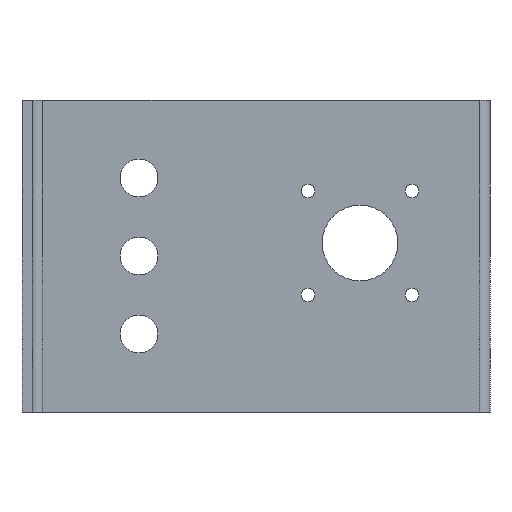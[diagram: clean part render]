
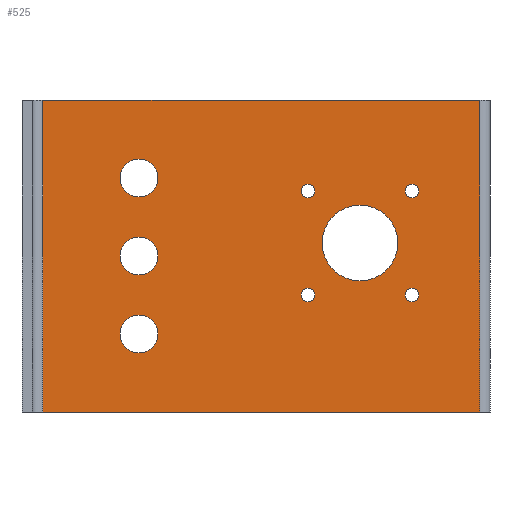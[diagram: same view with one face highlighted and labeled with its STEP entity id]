
A CAD part, front view. The second image highlights one B-rep face of the part: STEP entity #525.
In plain terms, the highlighted planar face has unit normal (0, -1, 0).
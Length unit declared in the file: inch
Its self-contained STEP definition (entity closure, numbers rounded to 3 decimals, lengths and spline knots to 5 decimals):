
#5 = PLANE ( 'NONE',  #153 ) ;
#11 = DIRECTION ( 'NONE',  ( -1., 0., 0. ) ) ;
#15 = VECTOR ( 'NONE', #145, 39.37008 ) ;
#34 = EDGE_CURVE ( 'NONE', #262, #262, #788, .T. ) ;
#37 = EDGE_CURVE ( 'NONE', #340, #481, #733, .T. ) ;
#44 = VECTOR ( 'NONE', #736, 39.37008 ) ;
#52 = CARTESIAN_POINT ( 'NONE',  ( 3.9, 0.5, 0.15 ) ) ;
#60 = FACE_BOUND ( 'NONE', #146, .T. ) ;
#61 = ORIENTED_EDGE ( 'NONE', *, *, #187, .F. ) ;
#64 = CARTESIAN_POINT ( 'NONE',  ( 1.35, 0.5, 0.9 ) ) ;
#69 = FACE_BOUND ( 'NONE', #315, .T. ) ;
#75 = VERTEX_POINT ( 'NONE', #670 ) ;
#79 = DIRECTION ( 'NONE',  ( 0., -1., 0. ) ) ;
#89 = EDGE_LOOP ( 'NONE', ( #638 ) ) ;
#95 = CARTESIAN_POINT ( 'NONE',  ( 3.3, 0.5, -0.45 ) ) ;
#106 = CIRCLE ( 'NONE', #779, 0.078 ) ;
#107 = DIRECTION ( 'NONE',  ( -1., 0., 0. ) ) ;
#119 = CARTESIAN_POINT ( 'NONE',  ( 4.5, 0.5, -0.45 ) ) ;
#123 = VERTEX_POINT ( 'NONE', #534 ) ;
#125 = LINE ( 'NONE', #656, #531 ) ;
#134 = CARTESIAN_POINT ( 'NONE',  ( 5.28, 0.5, -1.8 ) ) ;
#138 = FACE_BOUND ( 'NONE', #695, .T. ) ;
#141 = FACE_BOUND ( 'NONE', #214, .T. ) ;
#144 = DIRECTION ( 'NONE',  ( 0., -1., 0. ) ) ;
#145 = DIRECTION ( 'NONE',  ( 1., 0., 0. ) ) ;
#146 = EDGE_LOOP ( 'NONE', ( #356 ) ) ;
#151 = AXIS2_PLACEMENT_3D ( 'NONE', #177, #720, #849 ) ;
#153 = AXIS2_PLACEMENT_3D ( 'NONE', #321, #799, #11 ) ;
#173 = CIRCLE ( 'NONE', #665, 0.078 ) ;
#177 = CARTESIAN_POINT ( 'NONE',  ( 1.35, 0.5, 0. ) ) ;
#187 = EDGE_CURVE ( 'NONE', #664, #664, #233, .T. ) ;
#190 = CIRCLE ( 'NONE', #579, 0.4375 ) ;
#207 = CARTESIAN_POINT ( 'NONE',  ( 5.28, 0.5, 1.8 ) ) ;
#210 = ORIENTED_EDGE ( 'NONE', *, *, #784, .T. ) ;
#214 = EDGE_LOOP ( 'NONE', ( #353 ) ) ;
#219 = CIRCLE ( 'NONE', #326, 0.2185 ) ;
#233 = CIRCLE ( 'NONE', #730, 0.078 ) ;
#262 = VERTEX_POINT ( 'NONE', #522 ) ;
#265 = ORIENTED_EDGE ( 'NONE', *, *, #488, .F. ) ;
#270 = ORIENTED_EDGE ( 'NONE', *, *, #37, .T. ) ;
#302 = CIRCLE ( 'NONE', #729, 0.2185 ) ;
#314 = CARTESIAN_POINT ( 'NONE',  ( 4.5, 0.5, 0.75 ) ) ;
#315 = EDGE_LOOP ( 'NONE', ( #61 ) ) ;
#319 = ORIENTED_EDGE ( 'NONE', *, *, #499, .F. ) ;
#321 = CARTESIAN_POINT ( 'NONE',  ( 5.28, 0.5, 1.8 ) ) ;
#323 = VERTEX_POINT ( 'NONE', #739 ) ;
#324 = DIRECTION ( 'NONE',  ( 0., 0., -1. ) ) ;
#326 = AXIS2_PLACEMENT_3D ( 'NONE', #696, #144, #415 ) ;
#332 = CARTESIAN_POINT ( 'NONE',  ( 0.24, 0.5, 1.8 ) ) ;
#340 = VERTEX_POINT ( 'NONE', #644 ) ;
#344 = EDGE_CURVE ( 'NONE', #323, #323, #190, .T. ) ;
#350 = EDGE_LOOP ( 'NONE', ( #265 ) ) ;
#353 = ORIENTED_EDGE ( 'NONE', *, *, #344, .F. ) ;
#356 = ORIENTED_EDGE ( 'NONE', *, *, #815, .F. ) ;
#358 = DIRECTION ( 'NONE',  ( 0., -1., 0. ) ) ;
#370 = EDGE_CURVE ( 'NONE', #123, #123, #106, .T. ) ;
#390 = CARTESIAN_POINT ( 'NONE',  ( 1.1315, 0.5, -0.9 ) ) ;
#393 = CARTESIAN_POINT ( 'NONE',  ( 3.222, 0.5, -0.45 ) ) ;
#403 = CIRCLE ( 'NONE', #151, 0.2185 ) ;
#406 = DIRECTION ( 'NONE',  ( -1., 0., 0. ) ) ;
#415 = DIRECTION ( 'NONE',  ( -1., 0., 0. ) ) ;
#423 = CARTESIAN_POINT ( 'NONE',  ( 5.28, 0.5, 1.8 ) ) ;
#436 = DIRECTION ( 'NONE',  ( 0., -1., 0. ) ) ;
#439 = VERTEX_POINT ( 'NONE', #332 ) ;
#448 = VERTEX_POINT ( 'NONE', #574 ) ;
#449 = DIRECTION ( 'NONE',  ( -1., 0., 0. ) ) ;
#466 = CARTESIAN_POINT ( 'NONE',  ( 5.28, 0.5, -1.8 ) ) ;
#469 = EDGE_CURVE ( 'NONE', #439, #631, #523, .T. ) ;
#481 = VERTEX_POINT ( 'NONE', #466 ) ;
#488 = EDGE_CURVE ( 'NONE', #75, #75, #302, .T. ) ;
#499 = EDGE_CURVE ( 'NONE', #631, #481, #125, .T. ) ;
#510 = DIRECTION ( 'NONE',  ( -1., 0., 0. ) ) ;
#522 = CARTESIAN_POINT ( 'NONE',  ( 3.222, 0.5, 0.75 ) ) ;
#523 = LINE ( 'NONE', #207, #44 ) ;
#524 = DIRECTION ( 'NONE',  ( 0., -1., 0. ) ) ;
#525 = ADVANCED_FACE ( 'NONE', ( #138, #666, #69, #599, #818, #60, #862, #141, #603 ), #5, .F. ) ;
#531 = VECTOR ( 'NONE', #324, 39.37008 ) ;
#534 = CARTESIAN_POINT ( 'NONE',  ( 4.422, 0.5, 0.75 ) ) ;
#538 = VERTEX_POINT ( 'NONE', #390 ) ;
#543 = AXIS2_PLACEMENT_3D ( 'NONE', #600, #524, #406 ) ;
#561 = ORIENTED_EDGE ( 'NONE', *, *, #719, .F. ) ;
#566 = DIRECTION ( 'NONE',  ( 0., -1., 0. ) ) ;
#574 = CARTESIAN_POINT ( 'NONE',  ( 1.1315, 0.5, 0. ) ) ;
#575 = CARTESIAN_POINT ( 'NONE',  ( 0.24, 0.5, 1.8 ) ) ;
#579 = AXIS2_PLACEMENT_3D ( 'NONE', #52, #586, #510 ) ;
#580 = LINE ( 'NONE', #575, #597 ) ;
#586 = DIRECTION ( 'NONE',  ( 0., -1., 0. ) ) ;
#597 = VECTOR ( 'NONE', #857, 39.37008 ) ;
#599 = FACE_BOUND ( 'NONE', #820, .T. ) ;
#600 = CARTESIAN_POINT ( 'NONE',  ( 3.3, 0.5, 0.75 ) ) ;
#603 = FACE_OUTER_BOUND ( 'NONE', #722, .T. ) ;
#610 = EDGE_LOOP ( 'NONE', ( #561 ) ) ;
#623 = ORIENTED_EDGE ( 'NONE', *, *, #469, .F. ) ;
#625 = DIRECTION ( 'NONE',  ( -1., 0., 0. ) ) ;
#631 = VERTEX_POINT ( 'NONE', #423 ) ;
#638 = ORIENTED_EDGE ( 'NONE', *, *, #370, .F. ) ;
#644 = CARTESIAN_POINT ( 'NONE',  ( 0.24, 0.5, -1.8 ) ) ;
#656 = CARTESIAN_POINT ( 'NONE',  ( 5.28, 0.5, 1.8 ) ) ;
#664 = VERTEX_POINT ( 'NONE', #393 ) ;
#665 = AXIS2_PLACEMENT_3D ( 'NONE', #119, #436, #449 ) ;
#666 = FACE_BOUND ( 'NONE', #350, .T. ) ;
#670 = CARTESIAN_POINT ( 'NONE',  ( 1.1315, 0.5, 0.9 ) ) ;
#695 = EDGE_LOOP ( 'NONE', ( #738 ) ) ;
#696 = CARTESIAN_POINT ( 'NONE',  ( 1.35, 0.5, -0.9 ) ) ;
#707 = VERTEX_POINT ( 'NONE', #793 ) ;
#719 = EDGE_CURVE ( 'NONE', #538, #538, #219, .T. ) ;
#720 = DIRECTION ( 'NONE',  ( 0., -1., 0. ) ) ;
#722 = EDGE_LOOP ( 'NONE', ( #270, #319, #623, #210 ) ) ;
#728 = ORIENTED_EDGE ( 'NONE', *, *, #744, .F. ) ;
#729 = AXIS2_PLACEMENT_3D ( 'NONE', #64, #79, #732 ) ;
#730 = AXIS2_PLACEMENT_3D ( 'NONE', #95, #358, #625 ) ;
#732 = DIRECTION ( 'NONE',  ( -1., 0., 0. ) ) ;
#733 = LINE ( 'NONE', #134, #15 ) ;
#736 = DIRECTION ( 'NONE',  ( 1., 0., 0. ) ) ;
#738 = ORIENTED_EDGE ( 'NONE', *, *, #34, .F. ) ;
#739 = CARTESIAN_POINT ( 'NONE',  ( 3.4625, 0.5, 0.15 ) ) ;
#744 = EDGE_CURVE ( 'NONE', #707, #707, #173, .T. ) ;
#779 = AXIS2_PLACEMENT_3D ( 'NONE', #314, #566, #107 ) ;
#784 = EDGE_CURVE ( 'NONE', #439, #340, #580, .T. ) ;
#788 = CIRCLE ( 'NONE', #543, 0.078 ) ;
#793 = CARTESIAN_POINT ( 'NONE',  ( 4.422, 0.5, -0.45 ) ) ;
#799 = DIRECTION ( 'NONE',  ( 0., 1., 0. ) ) ;
#815 = EDGE_CURVE ( 'NONE', #448, #448, #403, .T. ) ;
#818 = FACE_BOUND ( 'NONE', #89, .T. ) ;
#820 = EDGE_LOOP ( 'NONE', ( #728 ) ) ;
#849 = DIRECTION ( 'NONE',  ( -1., 0., 0. ) ) ;
#857 = DIRECTION ( 'NONE',  ( 0., 0., -1. ) ) ;
#862 = FACE_BOUND ( 'NONE', #610, .T. ) ;
